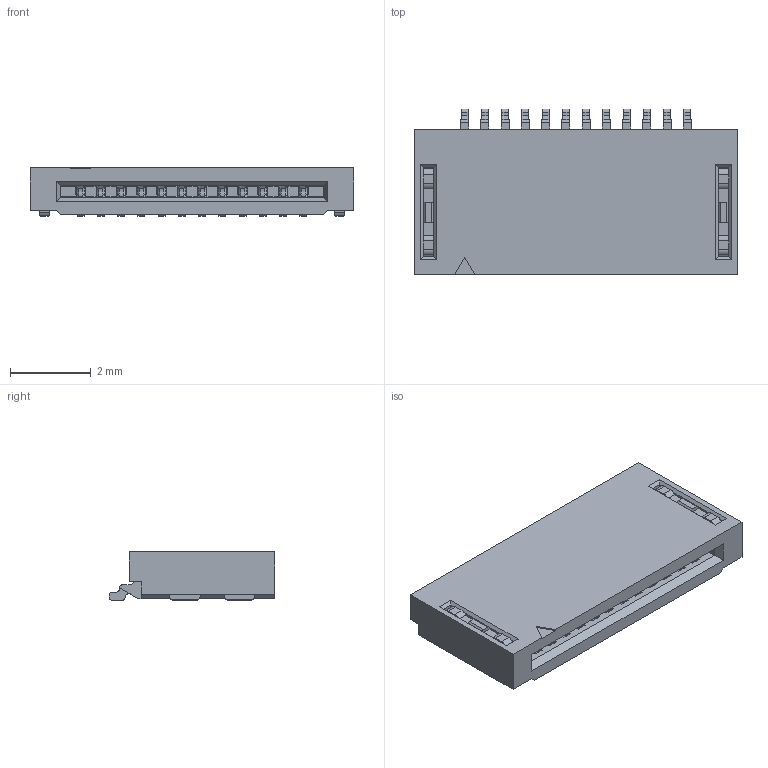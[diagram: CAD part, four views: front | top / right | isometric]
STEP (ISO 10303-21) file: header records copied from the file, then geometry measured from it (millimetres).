
FILE_DESCRIPTION(/* description */ ('Unknown'),/* implementation_level */ '2;1');
FILE_NAME(/* name */ '687112188722',/* time_stamp */ '2023-03-28T09:49:04+02:00',/* author */ ('Unknown'),/* organization */ ('Unknown'),/* preprocessor_version */ 'ST-DEVELOPER v18.102',/* originating_system */ 'Solid Edge',/* authorisation */ 'Unknown');
FILE_SCHEMA (('AUTOMOTIVE_DESIGN {1 0 10303 214 3 1 1}'));
Length unit declared in the file: millimetre
Products named in the file (5): 6871xx188722; 687112188722; 6871xx188722_Pin; 6871xx188722_Pin2; 6871xx188722_Pad
Assembly tree (15 placements, depth 2):
  6871xx188722
    687112188722
    6871xx188722_Pin  x6
    6871xx188722_Pin2  x6
    6871xx188722_Pad  x2
Bounding box: 8 x 4.1 x 1.2 mm (x, y, z)
Volume: 25 mm3; surface area: 252.2 mm2
Topology: 15 solids, 15 shells, 1120 faces, 2973 edges, 1858 vertices
Faces by surface type: plane 700, cylinder 252, cone 168
Entity records: 14090 total; most frequent: CARTESIAN_POINT 2319, ORIENTED_EDGE 2310, DIRECTION 2141, EDGE_CURVE 1155, LINE 973, VECTOR 973, VERTEX_POINT 746, AXIS2_PLACEMENT_3D 584
